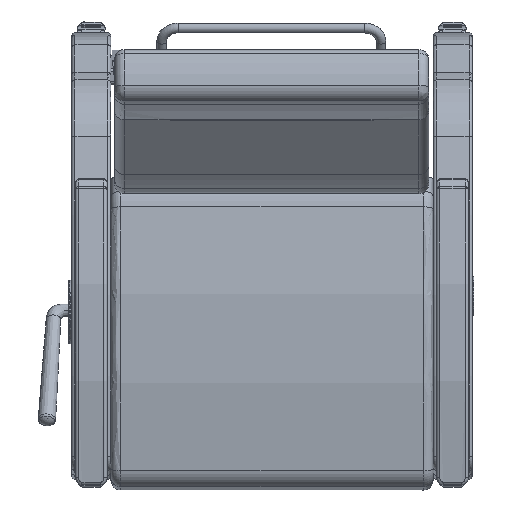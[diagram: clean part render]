
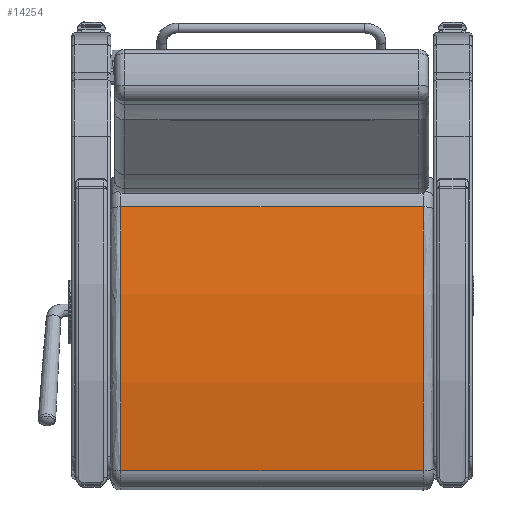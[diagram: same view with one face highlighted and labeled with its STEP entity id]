
A CAD part, front view. The second image highlights one B-rep face of the part: STEP entity #14254.
In plain terms, the highlighted free-form (B-spline) face has degree [1, 2] with [2, 3] control points.
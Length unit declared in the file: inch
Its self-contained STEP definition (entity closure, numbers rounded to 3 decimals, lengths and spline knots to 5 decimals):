
#28=(
BOUNDED_SURFACE()
B_SPLINE_SURFACE(1,2,((#24056,#24057,#24058),(#24059,#24060,#24061)),
 .UNSPECIFIED.,.F.,.F.,.F.)
B_SPLINE_SURFACE_WITH_KNOTS((2,2),(3,3),(-0.19254,0.19254),
(1.36178,1.69928),.UNSPECIFIED.)
GEOMETRIC_REPRESENTATION_ITEM()
RATIONAL_B_SPLINE_SURFACE(((1.,0.986,1.),(1.,0.986,
1.)))
REPRESENTATION_ITEM('')
SURFACE()
);
#1223=ELLIPSE('',#15786,60.05357,60.);
#1233=ELLIPSE('',#15814,60.05357,60.);
#1550=LINE('',#24054,#2445);
#1551=LINE('',#24063,#2446);
#2445=VECTOR('',#18369,0.3937);
#2446=VECTOR('',#18372,0.3937);
#3523=FACE_OUTER_BOUND('',#4517,.T.);
#4517=EDGE_LOOP('',(#10460,#10461,#10462,#10463));
#6522=VERTEX_POINT('',#23846);
#6523=VERTEX_POINT('',#23847);
#6548=VERTEX_POINT('',#24053);
#6549=VERTEX_POINT('',#24062);
#7955=EDGE_CURVE('',#6522,#6523,#1223,.T.);
#7993=EDGE_CURVE('',#6523,#6548,#1550,.T.);
#7995=EDGE_CURVE('',#6522,#6549,#1551,.T.);
#7996=EDGE_CURVE('',#6548,#6549,#1233,.T.);
#10460=ORIENTED_EDGE('',*,*,#7955,.F.);
#10461=ORIENTED_EDGE('',*,*,#7995,.T.);
#10462=ORIENTED_EDGE('',*,*,#7996,.F.);
#10463=ORIENTED_EDGE('',*,*,#7993,.F.);
#14254=ADVANCED_FACE('',(#3523),#28,.F.);
#15786=AXIS2_PLACEMENT_3D('',#23848,#18301,#18302);
#15814=AXIS2_PLACEMENT_3D('',#24064,#18373,#18374);
#18301=DIRECTION('center_axis',(0.,0.,-1.));
#18302=DIRECTION('ref_axis',(1.,0.,0.));
#18369=DIRECTION('',(0.,0.,1.));
#18372=DIRECTION('',(0.,0.,1.));
#18373=DIRECTION('center_axis',(0.,0.,1.));
#18374=DIRECTION('ref_axis',(1.,0.,0.));
#23846=CARTESIAN_POINT('',(-10.04459,1.25621,-11.5625));
#23847=CARTESIAN_POINT('',(10.1114,0.44486,-11.5625));
#23848=CARTESIAN_POINT('Origin',(-2.34979,-58.24922,-11.5625));
#24053=CARTESIAN_POINT('',(10.1114,0.44486,11.5625));
#24054=CARTESIAN_POINT('',(10.1114,0.44486,0.));
#24056=CARTESIAN_POINT('Ctrl Pts',(10.1114,0.44486,-11.5625));
#24057=CARTESIAN_POINT('Ctrl Pts',(0.10258,2.56602,-11.5625));
#24058=CARTESIAN_POINT('Ctrl Pts',(-10.04459,1.25621,-11.5625));
#24059=CARTESIAN_POINT('Ctrl Pts',(10.1114,0.44486,11.5625));
#24060=CARTESIAN_POINT('Ctrl Pts',(0.10258,2.56602,11.5625));
#24061=CARTESIAN_POINT('Ctrl Pts',(-10.04459,1.25621,11.5625));
#24062=CARTESIAN_POINT('',(-10.04459,1.25621,11.5625));
#24063=CARTESIAN_POINT('',(-10.04459,1.25621,0.));
#24064=CARTESIAN_POINT('Origin',(-2.34979,-58.24922,11.5625));
